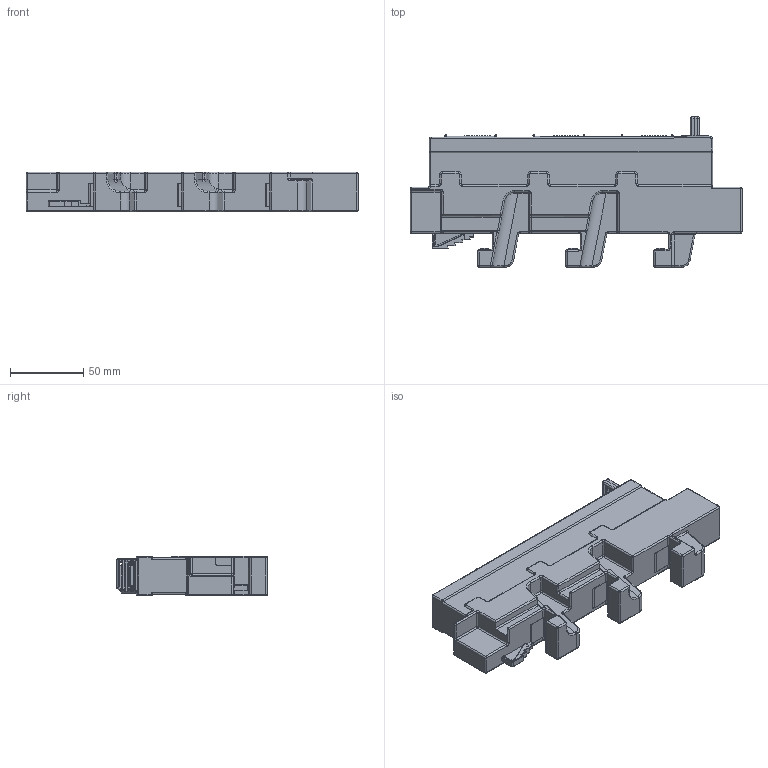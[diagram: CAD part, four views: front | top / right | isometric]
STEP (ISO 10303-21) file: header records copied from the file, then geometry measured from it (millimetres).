
FILE_DESCRIPTION (( 'STEP AP214' ), '1' );
FILE_NAME ('6611.STEP', '2019-05-22T12:46:51', ( 'jpechmann' ), ( '' ), 'SwSTEP 2.0', 'SolidWorks 2018', '' );
FILE_SCHEMA (( 'AUTOMOTIVE_DESIGN' ));
Length unit declared in the file: millimetre
Products named in the file (1): 6611
Bounding box: 226 x 102.34 x 27 mm (x, y, z)
Volume: 368391.3 mm3; surface area: 54345.7 mm2
Topology: 1 solids, 1 shells, 2409 faces, 6205 edges, 3918 vertices
Faces by surface type: plane 1248, bspline 595, cylinder 393, torus 119, cone 37, sphere 17
Entity records: 96809 total; most frequent: CARTESIAN_POINT 42789, ORIENTED_EDGE 12324, DIRECTION 9268, EDGE_CURVE 6162, VERTEX_POINT 3918, LINE 3908, VECTOR 3908, AXIS2_PLACEMENT_3D 2680
